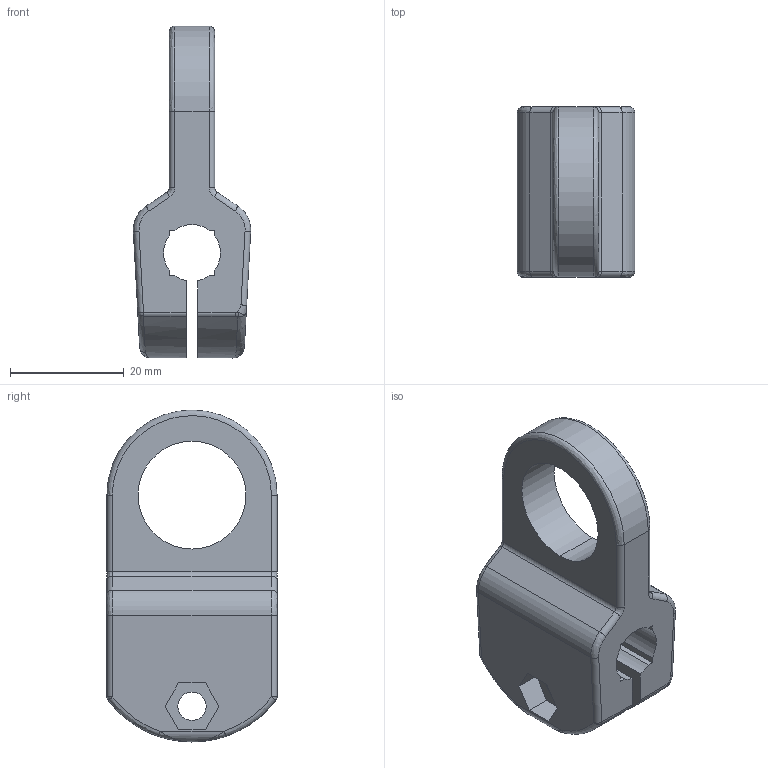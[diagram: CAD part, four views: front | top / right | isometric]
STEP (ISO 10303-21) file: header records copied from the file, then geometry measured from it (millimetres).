
FILE_DESCRIPTION (( 'STEP AP214' ), '1' );
FILE_NAME ('Rexnord-S0341-S0341 -68383.STEP', '2019-07-17T09:05:13', ( '' ), ( '' ), 'SwSTEP 2.0', 'SolidWorks 2019', '' );
FILE_SCHEMA (( 'AUTOMOTIVE_DESIGN' ));
Length unit declared in the file: millimetre
Products named in the file (2): Rexnord-S0341-S0341 -68383; S0341_68383
Assembly tree (1 placements, depth 2):
  Rexnord-S0341-S0341 -68383
    S0341_68383
Bounding box: 20.69 x 30 x 58.5 mm (x, y, z)
Volume: 15427.9 mm3; surface area: 6857.2 mm2
Topology: 1 solids, 1 shells, 95 faces, 229 edges, 138 vertices
Faces by surface type: cylinder 41, bspline 28, plane 26
Entity records: 4607 total; most frequent: CARTESIAN_POINT 1449, ORIENTED_EDGE 458, DIRECTION 393, EDGE_CURVE 229, AXIS2_PLACEMENT_3D 143, VERTEX_POINT 138, VECTOR 107, LINE 107
